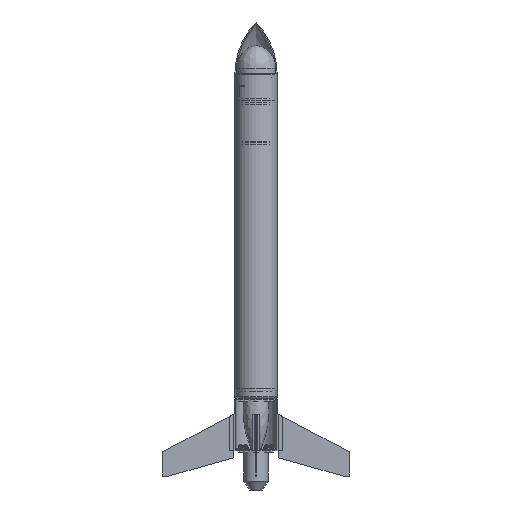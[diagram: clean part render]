
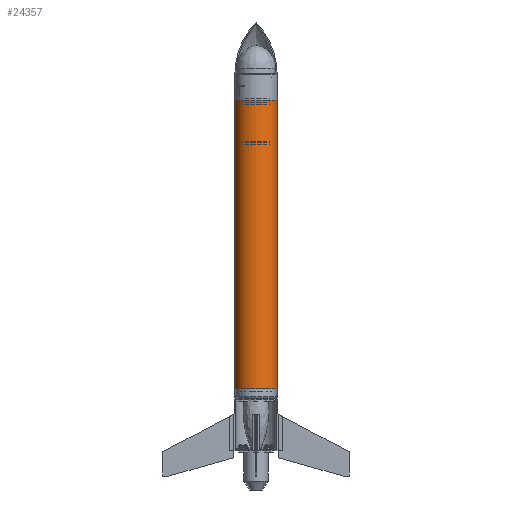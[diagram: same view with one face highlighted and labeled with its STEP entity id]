
A CAD part, front view. The second image highlights one B-rep face of the part: STEP entity #24357.
In plain terms, the highlighted cylindrical face has radius 35 mm (diameter 70 mm), a partial arc.
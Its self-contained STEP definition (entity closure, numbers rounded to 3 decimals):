
#2348=CIRCLE('',#26605,35.);
#2349=CIRCLE('',#26606,35.);
#2633=CYLINDRICAL_SURFACE('',#26604,35.);
#3923=FACE_OUTER_BOUND('',#5604,.T.);
#5604=EDGE_LOOP('',(#21635,#21636,#21637,#21638));
#8112=LINE('',#39870,#10612);
#8113=LINE('',#39874,#10613);
#10612=VECTOR('',#32964,10.);
#10613=VECTOR('',#32967,10.);
#12635=VERTEX_POINT('',#39868);
#12636=VERTEX_POINT('',#39869);
#12637=VERTEX_POINT('',#39871);
#12638=VERTEX_POINT('',#39873);
#15656=EDGE_CURVE('',#12635,#12636,#8112,.T.);
#15657=EDGE_CURVE('',#12637,#12635,#2348,.T.);
#15658=EDGE_CURVE('',#12638,#12637,#8113,.T.);
#15659=EDGE_CURVE('',#12636,#12638,#2349,.T.);
#21635=ORIENTED_EDGE('',*,*,#15656,.F.);
#21636=ORIENTED_EDGE('',*,*,#15657,.F.);
#21637=ORIENTED_EDGE('',*,*,#15658,.F.);
#21638=ORIENTED_EDGE('',*,*,#15659,.F.);
#24357=ADVANCED_FACE('',(#3923),#2633,.T.);
#26604=AXIS2_PLACEMENT_3D('',#39867,#32962,#32963);
#26605=AXIS2_PLACEMENT_3D('',#39872,#32965,#32966);
#26606=AXIS2_PLACEMENT_3D('',#39875,#32968,#32969);
#32962=DIRECTION('center_axis',(0.,0.,1.));
#32963=DIRECTION('ref_axis',(-1.,0.,0.));
#32964=DIRECTION('',(0.,0.,-1.));
#32965=DIRECTION('center_axis',(0.,0.,1.));
#32966=DIRECTION('ref_axis',(-1.,0.,0.));
#32967=DIRECTION('',(0.,0.,1.));
#32968=DIRECTION('center_axis',(0.,0.,-1.));
#32969=DIRECTION('ref_axis',(-1.,0.,0.));
#39867=CARTESIAN_POINT('Origin',(0.,0.,0.));
#39868=CARTESIAN_POINT('',(35.,0.,498.));
#39869=CARTESIAN_POINT('',(35.,0.,22.));
#39870=CARTESIAN_POINT('',(35.,0.,0.));
#39871=CARTESIAN_POINT('',(-35.,0.,498.));
#39872=CARTESIAN_POINT('Origin',(0.,0.,498.));
#39873=CARTESIAN_POINT('',(-35.,0.,22.));
#39874=CARTESIAN_POINT('',(-35.,0.,0.));
#39875=CARTESIAN_POINT('Origin',(0.,0.,22.));
